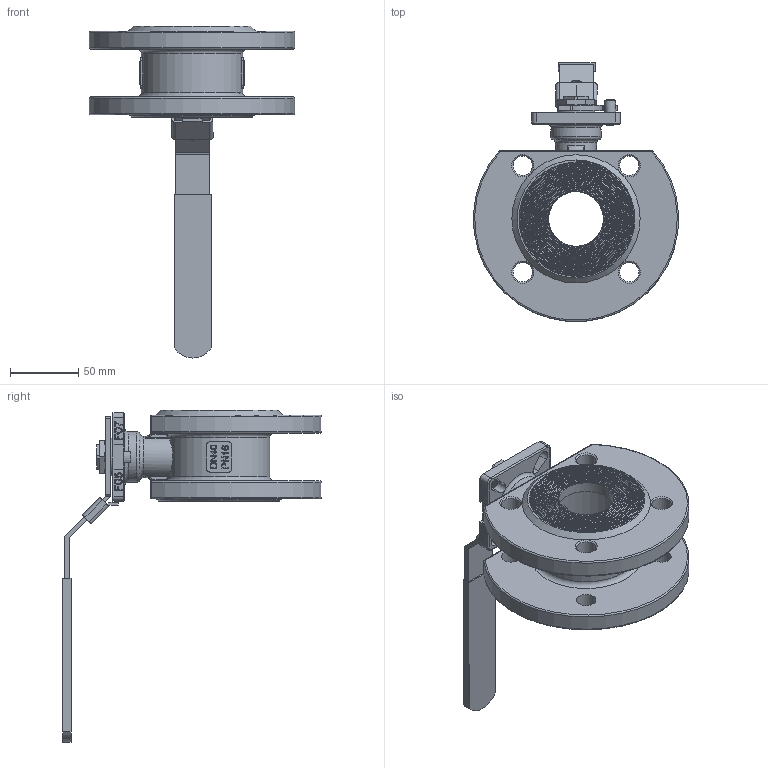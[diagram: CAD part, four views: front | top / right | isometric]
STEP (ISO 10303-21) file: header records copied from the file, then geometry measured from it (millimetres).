
FILE_DESCRIPTION(/* description */ ('Unknown'),/* implementation_level */ '2;1');
FILE_NAME(/* name */ '939-08_(8M.460.040)',/* time_stamp */ '2021-09-10T09:39:03+02:00',/* author */ ('Unknown'),/* organization */ ('Unknown'),/* preprocessor_version */ 'ST-DEVELOPER v16.7',/* originating_system */ 'Solid Edge',/* authorisation */ 'Unknown');
FILE_SCHEMA (('AUTOMOTIVE_DESIGN {1 0 10303 214 3 1 1}'));
Products named in the file (12): 939-08_(8M.460.040); Plate Washer; Lock Device; Cap; Stem; Small hex thin nuts-Fine pitch thread GB_GB_FASTENER_NUT_SSFNTT B M20
X1.0-N; Stop Pin; Handle; Small hex thin nuts-Fine pitch thread GB_GB_FASTENER_NUT_SSFNTT B M18
X1.5-N; Body; Plasti Cover; Nut Stopper
Assembly tree (11 placements, depth 2):
  939-08_(8M.460.040)
    Plate Washer
    Lock Device
    Cap
    Stem
    Small hex thin nuts-Fine pitch thread GB_GB_FASTENER_NUT_SSFNTT B M20
X1.0-N
    Stop Pin
    Handle
    Small hex thin nuts-Fine pitch thread GB_GB_FASTENER_NUT_SSFNTT B M18
X1.5-N
    Body
    Plasti Cover
    Nut Stopper
Bounding box: 149.86 x 189.07 x 242.41 mm (x, y, z)
Volume: 487217.6 mm3; surface area: 161105.4 mm2
Topology: 12 solids, 12 shells, 855 faces, 2204 edges, 1422 vertices
Faces by surface type: plane 477, bspline 165, cylinder 137, cone 35, torus 33, sphere 8
Full cylindrical faces by diameter (mm): 6 x6, 8 x2, 13.4 x1, 14.2 x8, 16.376 x1, 18 x4, 18.5 x1, 18.917 x1, 22 x1, 22.5 x1, 23.3 x1, 27.5 x1, 30 x1, 31.6 x1, 37 x1, 40 x2, 56 x2, 63.6 x1, 64 x1, 71 x1, 88 x1, 91 x2
Entity records: 59582 total; most frequent: CARTESIAN_POINT 39942, ORIENTED_EDGE 4204, DIRECTION 3421, EDGE_CURVE 2102, VERTEX_POINT 1406, LINE 1249, VECTOR 1249, AXIS2_PLACEMENT_3D 1086
